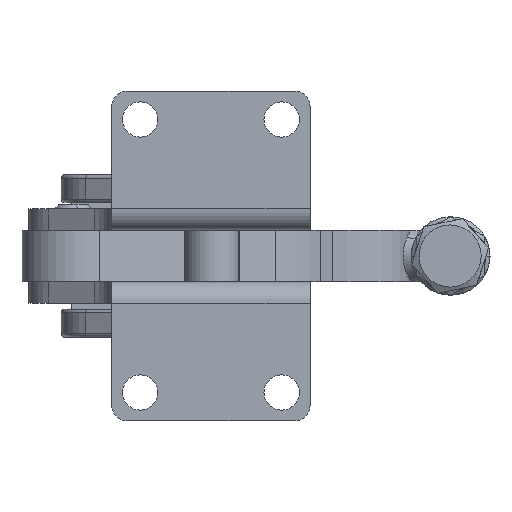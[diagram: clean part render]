
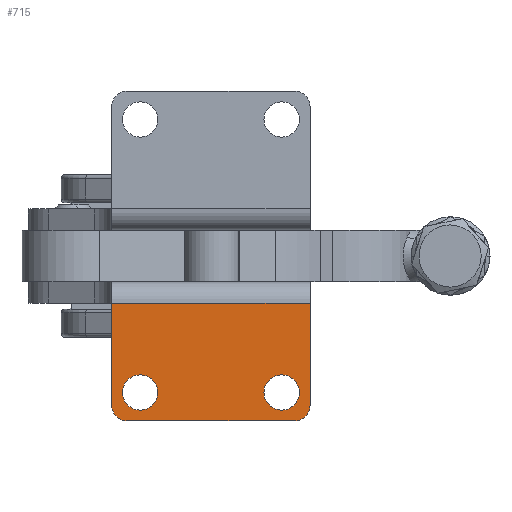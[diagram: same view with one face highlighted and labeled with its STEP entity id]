
A CAD part, front view. The second image highlights one B-rep face of the part: STEP entity #715.
In plain terms, the highlighted planar face has unit normal (0, -1, 0).
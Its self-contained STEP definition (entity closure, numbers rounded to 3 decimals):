
#45 = CARTESIAN_POINT ( 'NONE',  ( 47.27, 27.8, -30. ) ) ;
#311 = DIRECTION ( 'NONE',  ( 0., -1., 0. ) ) ;
#715 = ADVANCED_FACE ( 'NONE', ( #67076, #3158, #36128 ), #18954, .F. ) ;
#772 = DIRECTION ( 'NONE',  ( 0., 0., 1. ) ) ;
#982 = AXIS2_PLACEMENT_3D ( 'NONE', #54264, #17159, #60463 ) ;
#2240 = DIRECTION ( 'NONE',  ( 0., -1., 0. ) ) ;
#2530 = ORIENTED_EDGE ( 'NONE', *, *, #39864, .T. ) ;
#3158 = FACE_BOUND ( 'NONE', #6507, .T. ) ;
#3537 = EDGE_CURVE ( 'NONE', #64275, #23452, #49574, .T. ) ;
#4416 = LINE ( 'NONE', #12318, #47966 ) ;
#5547 = VECTOR ( 'NONE', #19229, 1000. ) ;
#6507 = EDGE_LOOP ( 'NONE', ( #45156, #52011 ) ) ;
#6830 = EDGE_CURVE ( 'NONE', #63151, #46133, #48181, .T. ) ;
#7456 = AXIS2_PLACEMENT_3D ( 'NONE', #31705, #37878, #772 ) ;
#7966 = EDGE_CURVE ( 'NONE', #63151, #37308, #38530, .T. ) ;
#8232 = VERTEX_POINT ( 'NONE', #77660 ) ;
#12318 = CARTESIAN_POINT ( 'NONE',  ( 0.772, 27.8, 0. ) ) ;
#12945 = AXIS2_PLACEMENT_3D ( 'NONE', #24830, #68074, #31055 ) ;
#13990 = AXIS2_PLACEMENT_3D ( 'NONE', #39350, #2240, #45541 ) ;
#15519 = EDGE_CURVE ( 'NONE', #23452, #64275, #49079, .T. ) ;
#17159 = DIRECTION ( 'NONE',  ( 0., -1., 0. ) ) ;
#18043 = CARTESIAN_POINT ( 'NONE',  ( 51.27, 27.8, 5.5 ) ) ;
#18532 = ORIENTED_EDGE ( 'NONE', *, *, #7966, .F. ) ;
#18954 = PLANE ( 'NONE',  #7456 ) ;
#19229 = DIRECTION ( 'NONE',  ( 0., 0., 1. ) ) ;
#20009 = DIRECTION ( 'NONE',  ( -1., 0., 0. ) ) ;
#20852 = ORIENTED_EDGE ( 'NONE', *, *, #6830, .T. ) ;
#21416 = CARTESIAN_POINT ( 'NONE',  ( 47.27, 27.8, -26. ) ) ;
#23452 = VERTEX_POINT ( 'NONE', #36082 ) ;
#24288 = DIRECTION ( 'NONE',  ( 0., 0., -1. ) ) ;
#24600 = ORIENTED_EDGE ( 'NONE', *, *, #50952, .F. ) ;
#24830 = CARTESIAN_POINT ( 'NONE',  ( 4.772, 27.8, -26. ) ) ;
#24918 = DIRECTION ( 'NONE',  ( 0., -1., 0. ) ) ;
#25487 = ORIENTED_EDGE ( 'NONE', *, *, #34853, .F. ) ;
#25507 = LINE ( 'NONE', #18043, #72923 ) ;
#27648 = DIRECTION ( 'NONE',  ( 0., 0., 1. ) ) ;
#29650 = EDGE_CURVE ( 'NONE', #69770, #8232, #25507, .T. ) ;
#31055 = DIRECTION ( 'NONE',  ( 0., 0., 1. ) ) ;
#31705 = CARTESIAN_POINT ( 'NONE',  ( 65.521, 27.8, 10. ) ) ;
#32549 = ORIENTED_EDGE ( 'NONE', *, *, #40729, .T. ) ;
#33104 = VERTEX_POINT ( 'NONE', #45 ) ;
#33316 = CIRCLE ( 'NONE', #13990, 4.5 ) ;
#34853 = EDGE_CURVE ( 'NONE', #67567, #73281, #74627, .T. ) ;
#36082 = CARTESIAN_POINT ( 'NONE',  ( 44.02, 27.8, -18.25 ) ) ;
#36128 = FACE_OUTER_BOUND ( 'NONE', #40353, .T. ) ;
#36172 = CARTESIAN_POINT ( 'NONE',  ( 0.772, 27.8, 0. ) ) ;
#36965 = CIRCLE ( 'NONE', #49006, 4. ) ;
#37308 = VERTEX_POINT ( 'NONE', #36172 ) ;
#37419 = CARTESIAN_POINT ( 'NONE',  ( 44.02, 27.8, -22.75 ) ) ;
#37878 = DIRECTION ( 'NONE',  ( 0., 1., 0. ) ) ;
#38530 = LINE ( 'NONE', #68718, #5547 ) ;
#39350 = CARTESIAN_POINT ( 'NONE',  ( 8.02, 27.8, -22.75 ) ) ;
#39864 = EDGE_CURVE ( 'NONE', #69770, #37308, #4416, .T. ) ;
#40353 = EDGE_LOOP ( 'NONE', ( #18532, #20852, #74951, #32549, #66191, #2530 ) ) ;
#40729 = EDGE_CURVE ( 'NONE', #33104, #8232, #36965, .T. ) ;
#40822 = AXIS2_PLACEMENT_3D ( 'NONE', #61933, #24918, #68173 ) ;
#41566 = EDGE_CURVE ( 'NONE', #33104, #46133, #58188, .T. ) ;
#43615 = DIRECTION ( 'NONE',  ( 0., 0., -1. ) ) ;
#45156 = ORIENTED_EDGE ( 'NONE', *, *, #3537, .F. ) ;
#45541 = DIRECTION ( 'NONE',  ( 0., 0., -1. ) ) ;
#45975 = EDGE_LOOP ( 'NONE', ( #24600, #25487 ) ) ;
#46133 = VERTEX_POINT ( 'NONE', #67205 ) ;
#47012 = CARTESIAN_POINT ( 'NONE',  ( 0.772, 27.8, -26. ) ) ;
#47966 = VECTOR ( 'NONE', #74038, 1000. ) ;
#48181 = CIRCLE ( 'NONE', #12945, 4. ) ;
#49006 = AXIS2_PLACEMENT_3D ( 'NONE', #21416, #64685, #27648 ) ;
#49079 = CIRCLE ( 'NONE', #70779, 4.5 ) ;
#49574 = CIRCLE ( 'NONE', #40822, 4.5 ) ;
#50952 = EDGE_CURVE ( 'NONE', #73281, #67567, #33316, .T. ) ;
#52011 = ORIENTED_EDGE ( 'NONE', *, *, #15519, .F. ) ;
#54264 = CARTESIAN_POINT ( 'NONE',  ( 8.02, 27.8, -22.75 ) ) ;
#54282 = CARTESIAN_POINT ( 'NONE',  ( 8.02, 27.8, -18.25 ) ) ;
#56254 = VECTOR ( 'NONE', #20009, 1000. ) ;
#58188 = LINE ( 'NONE', #69505, #56254 ) ;
#58265 = CARTESIAN_POINT ( 'NONE',  ( 44.02, 27.8, -27.25 ) ) ;
#60463 = DIRECTION ( 'NONE',  ( 0., 0., -1. ) ) ;
#61933 = CARTESIAN_POINT ( 'NONE',  ( 44.02, 27.8, -22.75 ) ) ;
#63151 = VERTEX_POINT ( 'NONE', #47012 ) ;
#64275 = VERTEX_POINT ( 'NONE', #58265 ) ;
#64685 = DIRECTION ( 'NONE',  ( 0., -1., 0. ) ) ;
#66191 = ORIENTED_EDGE ( 'NONE', *, *, #29650, .F. ) ;
#67076 = FACE_BOUND ( 'NONE', #45975, .T. ) ;
#67205 = CARTESIAN_POINT ( 'NONE',  ( 4.772, 27.8, -30. ) ) ;
#67567 = VERTEX_POINT ( 'NONE', #54282 ) ;
#68074 = DIRECTION ( 'NONE',  ( 0., -1., 0. ) ) ;
#68173 = DIRECTION ( 'NONE',  ( 0., 0., -1. ) ) ;
#68718 = CARTESIAN_POINT ( 'NONE',  ( 0.772, 27.8, 5.5 ) ) ;
#69269 = CARTESIAN_POINT ( 'NONE',  ( 8.02, 27.8, -27.25 ) ) ;
#69505 = CARTESIAN_POINT ( 'NONE',  ( 51.27, 27.8, -30. ) ) ;
#69770 = VERTEX_POINT ( 'NONE', #74232 ) ;
#70779 = AXIS2_PLACEMENT_3D ( 'NONE', #37419, #311, #43615 ) ;
#72923 = VECTOR ( 'NONE', #24288, 1000. ) ;
#73281 = VERTEX_POINT ( 'NONE', #69269 ) ;
#74038 = DIRECTION ( 'NONE',  ( -1., 0., 0. ) ) ;
#74232 = CARTESIAN_POINT ( 'NONE',  ( 51.27, 27.8, 0. ) ) ;
#74627 = CIRCLE ( 'NONE', #982, 4.5 ) ;
#74951 = ORIENTED_EDGE ( 'NONE', *, *, #41566, .F. ) ;
#77660 = CARTESIAN_POINT ( 'NONE',  ( 51.27, 27.8, -26. ) ) ;
